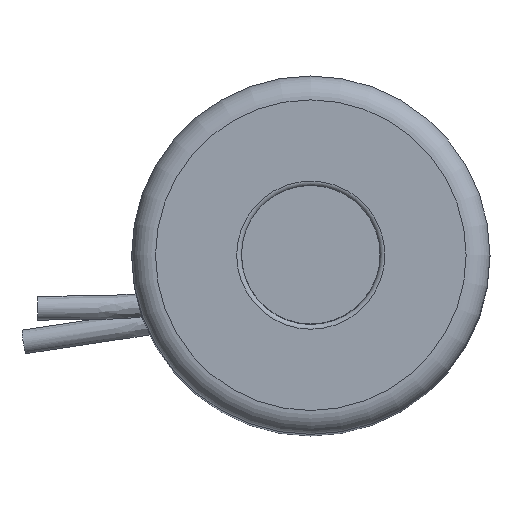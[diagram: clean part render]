
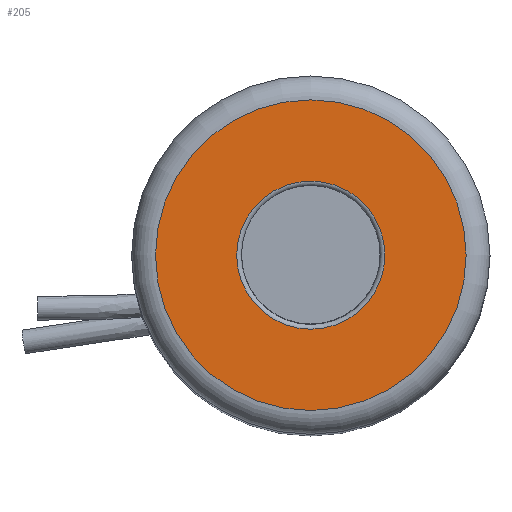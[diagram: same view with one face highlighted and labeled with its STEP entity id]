
A CAD part, top view. The second image highlights one B-rep face of the part: STEP entity #205.
In plain terms, the highlighted planar face has unit normal (0, 0, 1).
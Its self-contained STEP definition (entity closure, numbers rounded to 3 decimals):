
#30=FACE_BOUND('',#57,.T.);
#33=PLANE('',#244);
#41=FACE_OUTER_BOUND('',#56,.T.);
#56=EDGE_LOOP('',(#140,#141));
#57=EDGE_LOOP('',(#142));
#73=CIRCLE('',#241,1.55);
#76=CIRCLE('',#245,3.25);
#77=CIRCLE('',#246,3.25);
#92=VERTEX_POINT('',#343);
#94=VERTEX_POINT('',#349);
#95=VERTEX_POINT('',#350);
#110=EDGE_CURVE('',#92,#92,#73,.T.);
#113=EDGE_CURVE('',#94,#95,#76,.T.);
#114=EDGE_CURVE('',#95,#94,#77,.T.);
#140=ORIENTED_EDGE('',*,*,#113,.F.);
#141=ORIENTED_EDGE('',*,*,#114,.F.);
#142=ORIENTED_EDGE('',*,*,#110,.F.);
#205=ADVANCED_FACE('',(#41,#30),#33,.T.);
#241=AXIS2_PLACEMENT_3D('',#344,#276,#277);
#244=AXIS2_PLACEMENT_3D('',#348,#282,#283);
#245=AXIS2_PLACEMENT_3D('',#351,#284,#285);
#246=AXIS2_PLACEMENT_3D('',#352,#286,#287);
#276=DIRECTION('center_axis',(0.,0.,1.));
#277=DIRECTION('ref_axis',(-1.,0.,0.));
#282=DIRECTION('center_axis',(0.,0.,1.));
#283=DIRECTION('ref_axis',(1.,0.,0.));
#284=DIRECTION('center_axis',(0.,0.,-1.));
#285=DIRECTION('ref_axis',(-1.,0.,0.));
#286=DIRECTION('center_axis',(0.,0.,-1.));
#287=DIRECTION('ref_axis',(-1.,0.,0.));
#343=CARTESIAN_POINT('',(1.55,0.,1.5));
#344=CARTESIAN_POINT('Origin',(0.,0.,1.5));
#348=CARTESIAN_POINT('Origin',(0.,0.,1.5));
#349=CARTESIAN_POINT('',(3.25,0.,1.5));
#350=CARTESIAN_POINT('',(-3.25,0.,1.5));
#351=CARTESIAN_POINT('Origin',(0.,0.,1.5));
#352=CARTESIAN_POINT('Origin',(0.,0.,1.5));
